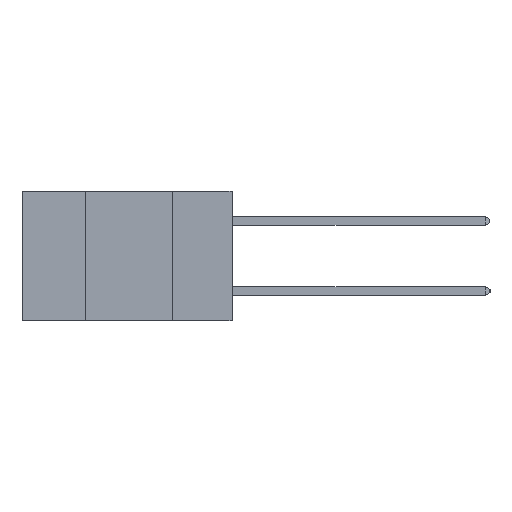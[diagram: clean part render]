
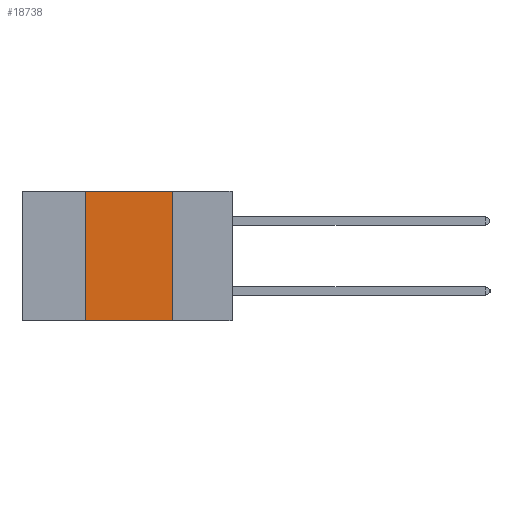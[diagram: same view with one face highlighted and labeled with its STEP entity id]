
A CAD part, left-side view. The second image highlights one B-rep face of the part: STEP entity #18738.
In plain terms, the highlighted planar face has unit normal (-1, 0, 0).
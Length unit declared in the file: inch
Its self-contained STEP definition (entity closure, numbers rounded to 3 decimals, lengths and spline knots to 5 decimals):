
#1179 = CARTESIAN_POINT ( 'NONE',  ( 0., 0.17, 0. ) ) ;
#1833 = PLANE ( 'NONE',  #5269 ) ;
#1917 = ORIENTED_EDGE ( 'NONE', *, *, #8160, .T. ) ;
#2311 = CARTESIAN_POINT ( 'NONE',  ( 0., 0.42, 0. ) ) ;
#2611 = EDGE_CURVE ( 'NONE', #10262, #17625, #20842, .T. ) ;
#2731 = LINE ( 'NONE', #18734, #6805 ) ;
#2897 = DIRECTION ( 'NONE',  ( 0., 0., -1. ) ) ;
#3286 = EDGE_CURVE ( 'NONE', #17625, #9023, #2731, .T. ) ;
#3303 = VECTOR ( 'NONE', #2897, 39.37008 ) ;
#5269 = AXIS2_PLACEMENT_3D ( 'NONE', #13958, #15662, #5288 ) ;
#5288 = DIRECTION ( 'NONE',  ( 0., 0., -1. ) ) ;
#5663 = EDGE_CURVE ( 'NONE', #9023, #18391, #8487, .T. ) ;
#6805 = VECTOR ( 'NONE', #13786, 39.37008 ) ;
#7010 = LINE ( 'NONE', #9728, #20146 ) ;
#8160 = EDGE_CURVE ( 'NONE', #10262, #18391, #7010, .T. ) ;
#8487 = LINE ( 'NONE', #1179, #3303 ) ;
#8770 = CARTESIAN_POINT ( 'NONE',  ( 0., 0.42, 0. ) ) ;
#9023 = VERTEX_POINT ( 'NONE', #13132 ) ;
#9112 = FACE_OUTER_BOUND ( 'NONE', #18275, .T. ) ;
#9728 = CARTESIAN_POINT ( 'NONE',  ( 0., 0.6, -0.37 ) ) ;
#9825 = ORIENTED_EDGE ( 'NONE', *, *, #3286, .F. ) ;
#10057 = ORIENTED_EDGE ( 'NONE', *, *, #2611, .F. ) ;
#10262 = VERTEX_POINT ( 'NONE', #16585 ) ;
#13132 = CARTESIAN_POINT ( 'NONE',  ( 0., 0.17, 0. ) ) ;
#13603 = ORIENTED_EDGE ( 'NONE', *, *, #5663, .F. ) ;
#13786 = DIRECTION ( 'NONE',  ( 0., -1., 0. ) ) ;
#13958 = CARTESIAN_POINT ( 'NONE',  ( 0., 0.6, 0. ) ) ;
#15662 = DIRECTION ( 'NONE',  ( 1., 0., 0. ) ) ;
#16585 = CARTESIAN_POINT ( 'NONE',  ( 0., 0.42, -0.37 ) ) ;
#16835 = VECTOR ( 'NONE', #20566, 39.37008 ) ;
#17625 = VERTEX_POINT ( 'NONE', #2311 ) ;
#18275 = EDGE_LOOP ( 'NONE', ( #13603, #9825, #10057, #1917 ) ) ;
#18391 = VERTEX_POINT ( 'NONE', #19908 ) ;
#18734 = CARTESIAN_POINT ( 'NONE',  ( 0., 0.6, 0. ) ) ;
#18738 = ADVANCED_FACE ( 'NONE', ( #9112 ), #1833, .F. ) ;
#19908 = CARTESIAN_POINT ( 'NONE',  ( 0., 0.17, -0.37 ) ) ;
#20146 = VECTOR ( 'NONE', #21666, 39.37008 ) ;
#20566 = DIRECTION ( 'NONE',  ( 0., 0., 1. ) ) ;
#20842 = LINE ( 'NONE', #8770, #16835 ) ;
#21666 = DIRECTION ( 'NONE',  ( 0., -1., 0. ) ) ;
